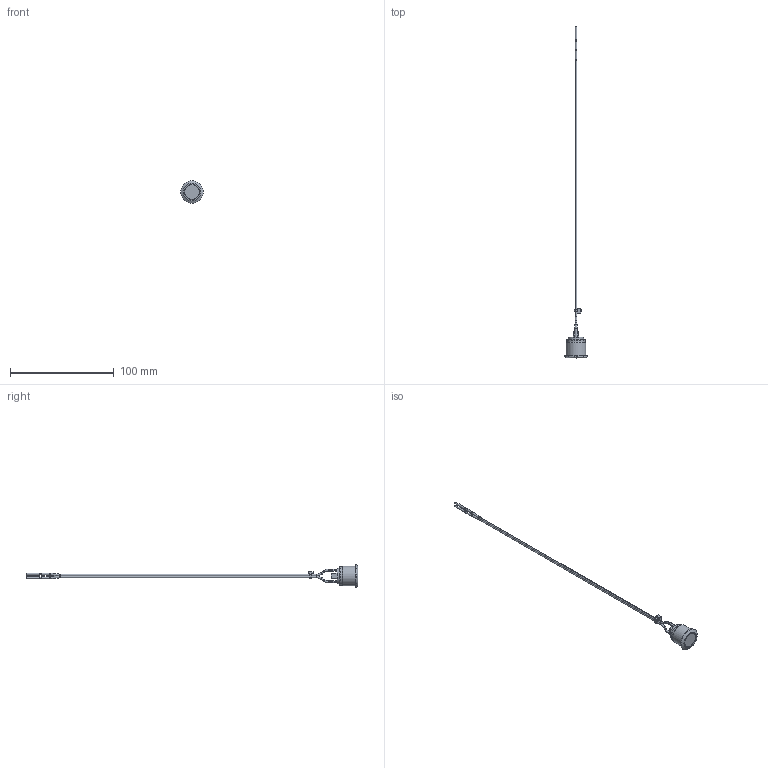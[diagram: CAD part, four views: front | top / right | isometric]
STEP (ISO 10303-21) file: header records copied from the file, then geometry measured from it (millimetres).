
FILE_DESCRIPTION(/* description */ (''),/* implementation_level */ '2;1');
FILE_NAME(/* name */ 'PV1FW0SS.stp',/* time_stamp */ '2024-11-07T08:59:19-06:00',/* author */ ('mroman'),/* organization */ (''),/* preprocessor_version */ 'ST-DEVELOPER v18.1',/* originating_system */ 'Autodesk Inventor 2022',/* authorisation */ '');
FILE_SCHEMA (('AUTOMOTIVE_DESIGN { 1 0 10303 214 3 1 1 }'));
Length unit declared in the file: millimetre
Products named in the file (1): PV1FW0SS
Bounding box: 22 x 320 x 22 mm (x, y, z)
Volume: 4920.6 mm3; surface area: 6691.8 mm2
Topology: 2 solids, 3 shells, 226 faces, 544 edges, 326 vertices
Faces by surface type: plane 115, cylinder 63, torus 22, sphere 12, cone 10, bspline 4
Full cylindrical faces by diameter (mm): 0.8 x2, 1.8 x9, 2 x2, 14.7 x1, 14.9 x2, 16 x1, 17.8 x2, 19 x1, 22 x1
Entity records: 6774 total; most frequent: CARTESIAN_POINT 1345, DIRECTION 1200, ORIENTED_EDGE 1080, EDGE_CURVE 540, AXIS2_PLACEMENT_3D 449, VERTEX_POINT 326, LINE 302, VECTOR 302
